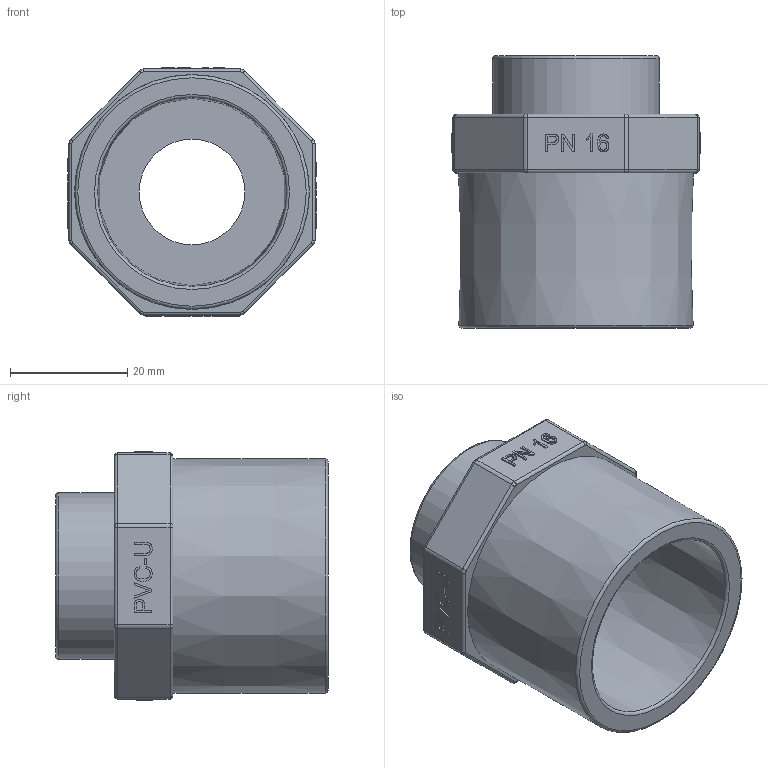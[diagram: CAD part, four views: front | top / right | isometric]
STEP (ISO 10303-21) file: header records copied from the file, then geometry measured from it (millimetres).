
FILE_DESCRIPTION(/* description */ (''),/* implementation_level */ '2;1');
FILE_NAME(/* name */ 'Z1E032020.stp',/* time_stamp */ '2025-07-24T10:43:15+08:00',/* author */ (''),/* organization */ (''),/* preprocessor_version */ 'ST-DEVELOPER v16.7',/* originating_system */ 'SIEMENS PLM Software NX 12.0',/* authorisation */ '');
FILE_SCHEMA (('AUTOMOTIVE_DESIGN { 1 0 10303 214 3 1 1 1 }'));
Length unit declared in the file: millimetre
Products named in the file (1): Admi07D8A7E3vmvz
Bounding box: 42.5 x 46.5 x 42.5 mm (x, y, z)
Volume: 28517.1 mm3; surface area: 12476 mm2
Topology: 1 solids, 1 shells, 305 faces, 756 edges, 492 vertices
Faces by surface type: plane 186, extrusion 51, cylinder 44, bspline 18, torus 4, cone 2
Full cylindrical faces by diameter (mm): 1.7 x1, 2.3 x1, 18 x1, 20.955 x9, 24 x1, 28.5 x1
Entity records: 12307 total; most frequent: CARTESIAN_POINT 6034, ORIENTED_EDGE 1432, DIRECTION 946, EDGE_CURVE 716, VERTEX_POINT 473, B_SPLINE_CURVE_WITH_KNOTS 425, EDGE_LOOP 349, AXIS2_PLACEMENT_3D 324
